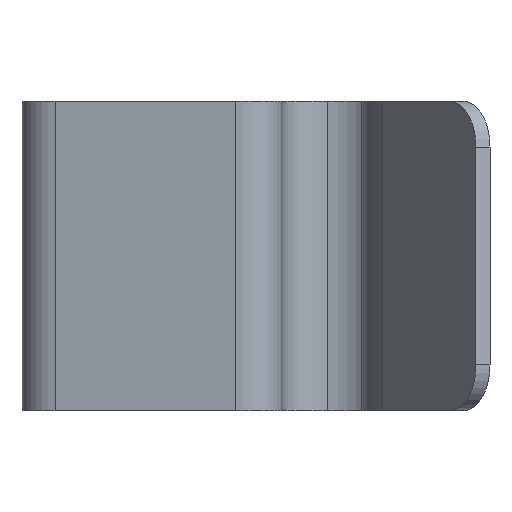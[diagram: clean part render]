
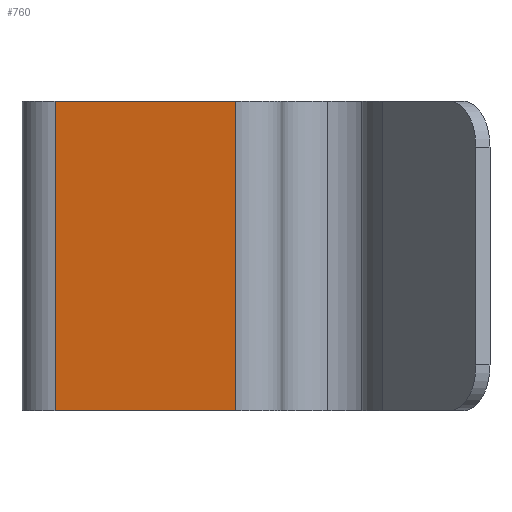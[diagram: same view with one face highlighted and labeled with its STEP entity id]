
A CAD part, front view. The second image highlights one B-rep face of the part: STEP entity #760.
In plain terms, the highlighted planar face has unit normal (-0.174, -0.985, 0).
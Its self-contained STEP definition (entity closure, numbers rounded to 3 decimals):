
#127 = ORIENTED_EDGE ( 'NONE', *, *, #578, .F. ) ;
#157 = EDGE_CURVE ( 'NONE', #2288, #1161, #3192, .T. ) ;
#167 = VECTOR ( 'NONE', #3212, 1000. ) ;
#238 = CARTESIAN_POINT ( 'NONE',  ( 2.556, -0.451, 0. ) ) ;
#505 = AXIS2_PLACEMENT_3D ( 'NONE', #1980, #1451, #2846 ) ;
#555 = CARTESIAN_POINT ( 'NONE',  ( 2.556, -0.451, 13.55 ) ) ;
#578 = EDGE_CURVE ( 'NONE', #2288, #782, #2252, .T. ) ;
#600 = CARTESIAN_POINT ( 'NONE',  ( 10.446, -1.842, 0. ) ) ;
#749 = VERTEX_POINT ( 'NONE', #600 ) ;
#760 = ADVANCED_FACE ( 'NONE', ( #3223 ), #799, .F. ) ;
#782 = VERTEX_POINT ( 'NONE', #2560 ) ;
#783 = DIRECTION ( 'NONE',  ( 0., 0., -1. ) ) ;
#799 = PLANE ( 'NONE',  #505 ) ;
#891 = CARTESIAN_POINT ( 'NONE',  ( 0., 0., 13.55 ) ) ;
#1086 = EDGE_CURVE ( 'NONE', #1161, #749, #2491, .T. ) ;
#1104 = ORIENTED_EDGE ( 'NONE', *, *, #157, .T. ) ;
#1161 = VERTEX_POINT ( 'NONE', #238 ) ;
#1200 = DIRECTION ( 'NONE',  ( 0., 0., -1. ) ) ;
#1357 = VECTOR ( 'NONE', #1200, 1000. ) ;
#1402 = CARTESIAN_POINT ( 'NONE',  ( 2.556, -0.451, 13.55 ) ) ;
#1451 = DIRECTION ( 'NONE',  ( 0.174, 0.985, 0. ) ) ;
#1483 = CARTESIAN_POINT ( 'NONE',  ( 10.446, -1.842, 13.55 ) ) ;
#1577 = VECTOR ( 'NONE', #2783, 1000. ) ;
#1980 = CARTESIAN_POINT ( 'NONE',  ( 0., 0., 13.55 ) ) ;
#2131 = VECTOR ( 'NONE', #783, 1000. ) ;
#2252 = LINE ( 'NONE', #891, #1577 ) ;
#2288 = VERTEX_POINT ( 'NONE', #1402 ) ;
#2298 = ORIENTED_EDGE ( 'NONE', *, *, #2550, .F. ) ;
#2323 = EDGE_LOOP ( 'NONE', ( #2728, #2298, #127, #1104 ) ) ;
#2491 = LINE ( 'NONE', #2680, #167 ) ;
#2550 = EDGE_CURVE ( 'NONE', #782, #749, #2800, .T. ) ;
#2560 = CARTESIAN_POINT ( 'NONE',  ( 10.446, -1.842, 13.55 ) ) ;
#2680 = CARTESIAN_POINT ( 'NONE',  ( 0., 0., 0. ) ) ;
#2728 = ORIENTED_EDGE ( 'NONE', *, *, #1086, .T. ) ;
#2783 = DIRECTION ( 'NONE',  ( 0.985, -0.174, 0. ) ) ;
#2800 = LINE ( 'NONE', #1483, #1357 ) ;
#2846 = DIRECTION ( 'NONE',  ( 0., 0., -1. ) ) ;
#3192 = LINE ( 'NONE', #555, #2131 ) ;
#3212 = DIRECTION ( 'NONE',  ( 0.985, -0.174, 0. ) ) ;
#3223 = FACE_OUTER_BOUND ( 'NONE', #2323, .T. ) ;
